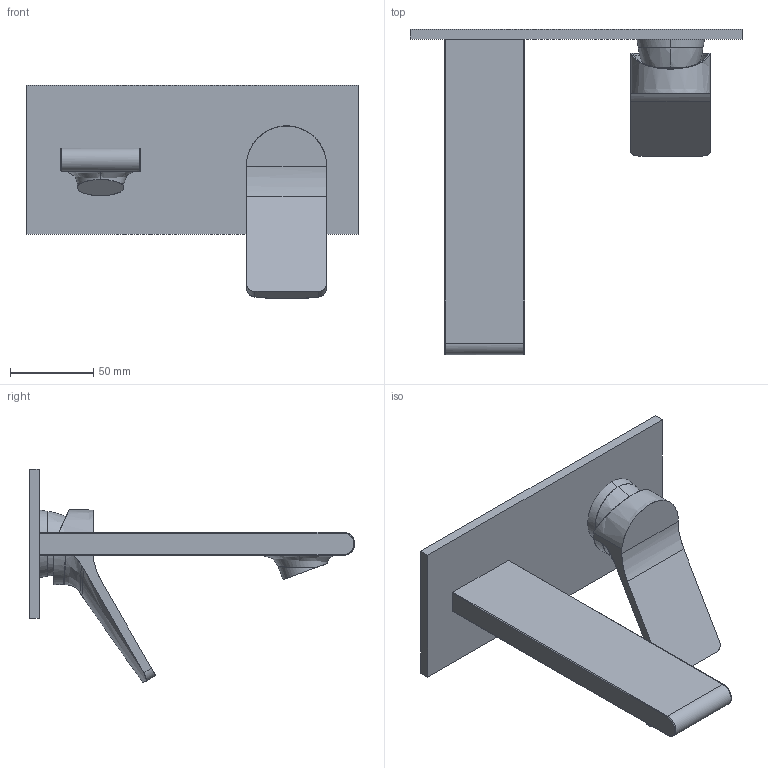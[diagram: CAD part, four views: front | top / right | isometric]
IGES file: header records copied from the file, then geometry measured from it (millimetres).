
Start section:  PTC IGES file: a40791_.igs  PTC IGES file: a42345.igs
Global section: file name: 18H2-TEKN; native system: Rhinoceros ( Mar  9 2011 ); preprocessor: Trout Lake IGES 012 Mar  9 2011; date: 131225.095534; units: millimetre
Bounding box: 200 x 195.99 x 128.8 mm (x, y, z)
Surface area: 81310 mm2 (no closed solid volume)
Topology: 0 solids, 0 shells, 69 faces, 2153 edges, 2152 vertices
Faces by surface type: bspline 69
